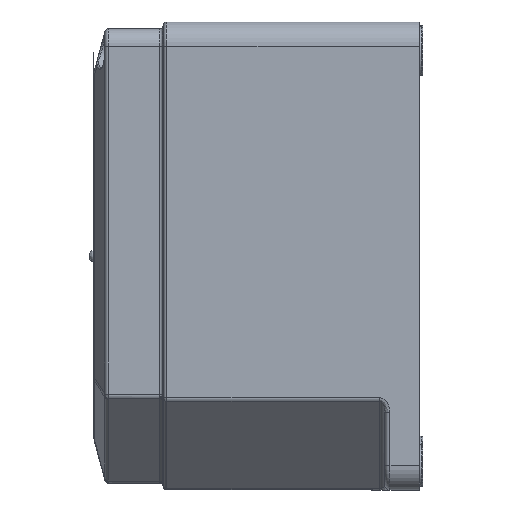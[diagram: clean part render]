
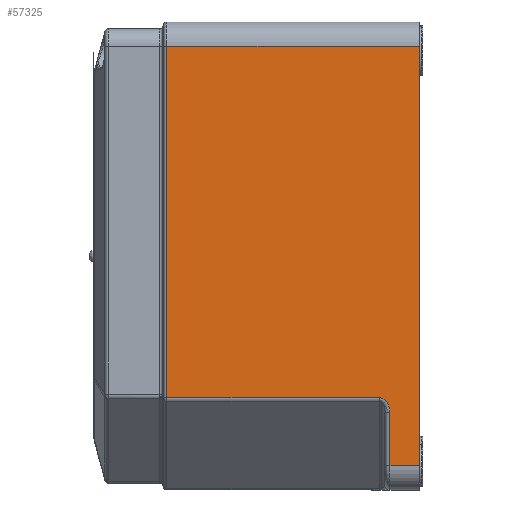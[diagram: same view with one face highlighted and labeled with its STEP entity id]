
A CAD part, left-side view. The second image highlights one B-rep face of the part: STEP entity #57325.
In plain terms, the highlighted planar face has unit normal (-1, 0, 0).
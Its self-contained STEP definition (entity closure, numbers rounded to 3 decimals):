
#72=ELLIPSE('',#59901,4.243,3.);
#8282=LINE('',#94143,#14692);
#8313=LINE('',#94324,#14723);
#8340=LINE('',#94531,#14750);
#8342=LINE('',#94571,#14752);
#8344=LINE('',#94579,#14754);
#8351=LINE('',#94664,#14761);
#14692=VECTOR('',#71180,10.);
#14723=VECTOR('',#71305,10.);
#14750=VECTOR('',#71452,10.);
#14752=VECTOR('',#71466,10.);
#14754=VECTOR('',#71480,10.);
#14761=VECTOR('',#71523,10.);
#17731=FACE_OUTER_BOUND('',#20885,.T.);
#20885=EDGE_LOOP('',(#49310,#49311,#49312,#49313,#49314,#49315,#49316));
#26106=VERTEX_POINT('',#94137);
#26107=VERTEX_POINT('',#94141);
#26154=VERTEX_POINT('',#94321);
#26155=VERTEX_POINT('',#94323);
#26190=VERTEX_POINT('',#94522);
#26191=VERTEX_POINT('',#94523);
#26194=VERTEX_POINT('',#94569);
#33750=EDGE_CURVE('',#26107,#26106,#8282,.T.);
#33811=EDGE_CURVE('',#26154,#26155,#8313,.T.);
#33878=EDGE_CURVE('',#26190,#26191,#72,.T.);
#33883=EDGE_CURVE('',#26191,#26107,#8340,.T.);
#33889=EDGE_CURVE('',#26194,#26190,#8342,.T.);
#33893=EDGE_CURVE('',#26155,#26194,#8344,.T.);
#33910=EDGE_CURVE('',#26106,#26154,#8351,.T.);
#49310=ORIENTED_EDGE('',*,*,#33811,.F.);
#49311=ORIENTED_EDGE('',*,*,#33910,.F.);
#49312=ORIENTED_EDGE('',*,*,#33750,.F.);
#49313=ORIENTED_EDGE('',*,*,#33883,.F.);
#49314=ORIENTED_EDGE('',*,*,#33878,.F.);
#49315=ORIENTED_EDGE('',*,*,#33889,.F.);
#49316=ORIENTED_EDGE('',*,*,#33893,.F.);
#51563=PLANE('',#59936);
#57325=ADVANCED_FACE('',(#17731),#51563,.T.);
#59901=AXIS2_PLACEMENT_3D('',#94524,#71441,#71442);
#59936=AXIS2_PLACEMENT_3D('',#94665,#71524,#71525);
#71180=DIRECTION('',(0.,0.,1.));
#71305=DIRECTION('',(0.,0.,-1.));
#71441=DIRECTION('center_axis',(-1.,0.,0.));
#71442=DIRECTION('ref_axis',(0.,0.,1.));
#71452=DIRECTION('',(0.,1.,0.));
#71466=DIRECTION('',(0.,0.,1.));
#71480=DIRECTION('',(0.,1.,0.));
#71523=DIRECTION('',(0.,-1.,0.));
#71524=DIRECTION('center_axis',(-1.,0.,0.));
#71525=DIRECTION('ref_axis',(0.,0.,1.));
#94137=CARTESIAN_POINT('',(-100.,72.897,60.5));
#94141=CARTESIAN_POINT('',(-100.,72.897,-40.879));
#94143=CARTESIAN_POINT('',(-100.,72.897,-54.189));
#94321=CARTESIAN_POINT('',(-100.,0.,60.5));
#94323=CARTESIAN_POINT('',(-100.,0.,-60.5));
#94324=CARTESIAN_POINT('',(-100.,0.,67.5));
#94522=CARTESIAN_POINT('',(-100.,8.5,-45.121));
#94523=CARTESIAN_POINT('',(-100.,11.5,-40.879));
#94524=CARTESIAN_POINT('Origin',(-100.,11.5,-45.121));
#94531=CARTESIAN_POINT('',(-100.,34.,-40.879));
#94569=CARTESIAN_POINT('',(-100.,8.5,-60.5));
#94571=CARTESIAN_POINT('',(-100.,8.5,-62.904));
#94579=CARTESIAN_POINT('',(-100.,0.,-60.5));
#94664=CARTESIAN_POINT('',(-100.,0.,60.5));
#94665=CARTESIAN_POINT('Origin',(-100.,0.,-67.5));
